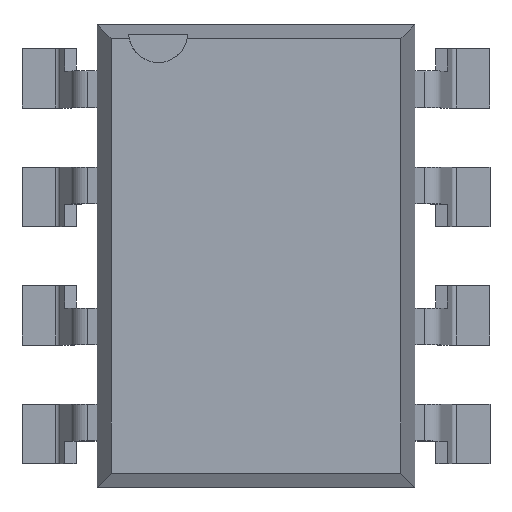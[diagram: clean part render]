
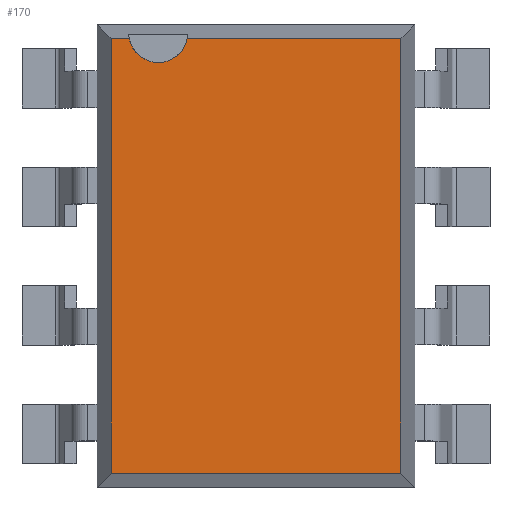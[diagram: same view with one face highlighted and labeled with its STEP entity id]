
A CAD part, top view. The second image highlights one B-rep face of the part: STEP entity #170.
In plain terms, the highlighted planar face has unit normal (0, 0, 1).
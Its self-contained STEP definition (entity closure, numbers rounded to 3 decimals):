
#72=CARTESIAN_POINT('',(-1.471,4.655,4.059));
#73=VERTEX_POINT('',#72);
#90=CARTESIAN_POINT('',(-2.717,4.655,4.059));
#91=VERTEX_POINT('',#90);
#99=CARTESIAN_POINT('',(-2.094,4.779,4.059));
#100=DIRECTION('',(0.0,0.0,-1.0));
#101=DIRECTION('',(1.0,0.0,0.0));
#102=AXIS2_PLACEMENT_3D('',#99,#100,#101);
#103=CIRCLE('',#102,0.635);
#104=EDGE_CURVE('',#73,#91,#103,.T.);
#124=CARTESIAN_POINT('',(0.,0.,4.059));
#125=DIRECTION('',(0.0,0.0,1.0));
#126=DIRECTION('',(1.0,0.0,0.0));
#127=AXIS2_PLACEMENT_3D('',#124,#125,#126);
#128=PLANE('',#127);
#129=ORIENTED_EDGE('',*,*,#104,.T.);
#130=CARTESIAN_POINT('',(-3.105,4.655,4.059));
#131=VERTEX_POINT('',#130);
#132=CARTESIAN_POINT('',(-3.105,4.655,4.059));
#133=DIRECTION('',(1.0,0.0,0.0));
#134=VECTOR('',#133,0.388);
#135=LINE('',#132,#134);
#136=EDGE_CURVE('',#131,#91,#135,.T.);
#137=ORIENTED_EDGE('',*,*,#136,.F.);
#138=CARTESIAN_POINT('',(-3.105,-4.655,4.059));
#139=VERTEX_POINT('',#138);
#140=CARTESIAN_POINT('',(-3.105,-4.655,4.059));
#141=DIRECTION('',(0.0,1.0,0.0));
#142=VECTOR('',#141,9.31);
#143=LINE('',#140,#142);
#144=EDGE_CURVE('',#139,#131,#143,.T.);
#145=ORIENTED_EDGE('',*,*,#144,.F.);
#146=CARTESIAN_POINT('',(3.105,-4.655,4.059));
#147=VERTEX_POINT('',#146);
#148=CARTESIAN_POINT('',(3.105,-4.655,4.059));
#149=DIRECTION('',(-1.0,0.0,0.0));
#150=VECTOR('',#149,6.21);
#151=LINE('',#148,#150);
#152=EDGE_CURVE('',#147,#139,#151,.T.);
#153=ORIENTED_EDGE('',*,*,#152,.F.);
#154=CARTESIAN_POINT('',(3.105,4.655,4.059));
#155=VERTEX_POINT('',#154);
#156=CARTESIAN_POINT('',(3.105,4.655,4.059));
#157=DIRECTION('',(0.0,-1.0,0.0));
#158=VECTOR('',#157,9.31);
#159=LINE('',#156,#158);
#160=EDGE_CURVE('',#155,#147,#159,.T.);
#161=ORIENTED_EDGE('',*,*,#160,.F.);
#162=CARTESIAN_POINT('',(-1.471,4.655,4.059));
#163=DIRECTION('',(1.0,0.0,0.0));
#164=VECTOR('',#163,4.576);
#165=LINE('',#162,#164);
#166=EDGE_CURVE('',#73,#155,#165,.T.);
#167=ORIENTED_EDGE('',*,*,#166,.F.);
#168=EDGE_LOOP('',(#129,#137,#145,#153,#161,#167));
#169=FACE_OUTER_BOUND('',#168,.T.);
#170=ADVANCED_FACE('',(#169),#128,.T.);
